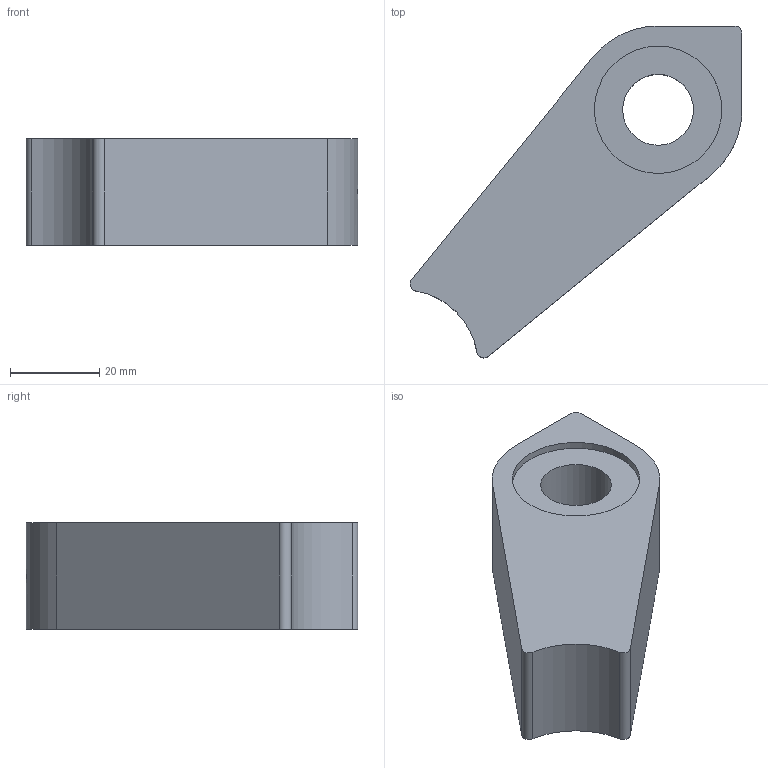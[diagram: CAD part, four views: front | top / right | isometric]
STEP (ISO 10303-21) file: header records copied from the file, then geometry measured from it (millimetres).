
FILE_DESCRIPTION(/* description */ (''),/* implementation_level */ '2;1');
FILE_NAME(/* name */ 'CL7-004.stp',/* time_stamp */ '2025-03-19T19:09:52-04:00',/* author */ ('slick'),/* organization */ (''),/* preprocessor_version */ 'ST-DEVELOPER v19.2',/* originating_system */ 'Autodesk Inventor 2023',/* authorisation */ '');
FILE_SCHEMA (('AUTOMOTIVE_DESIGN { 1 0 10303 214 3 1 1 }'));
Length unit declared in the file: inch
Products named in the file (1): CL7-004
Bounding box: 74.41 x 74.41 x 23.81 mm (x, y, z)
Volume: 57163.4 mm3; surface area: 12092.3 mm2
Topology: 1 solids, 1 shells, 21 faces, 51 edges, 34 vertices
Faces by surface type: cylinder 11, plane 10
Full cylindrical faces by diameter (mm): 1.905 x2, 15.875 x1, 28.575 x2
Entity records: 723 total; most frequent: CARTESIAN_POINT 159, DIRECTION 115, ORIENTED_EDGE 102, EDGE_CURVE 51, AXIS2_PLACEMENT_3D 45, VERTEX_POINT 34, EDGE_LOOP 25, LINE 25
